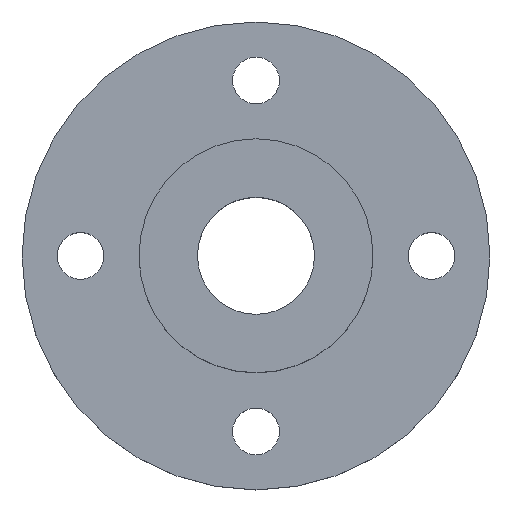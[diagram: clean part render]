
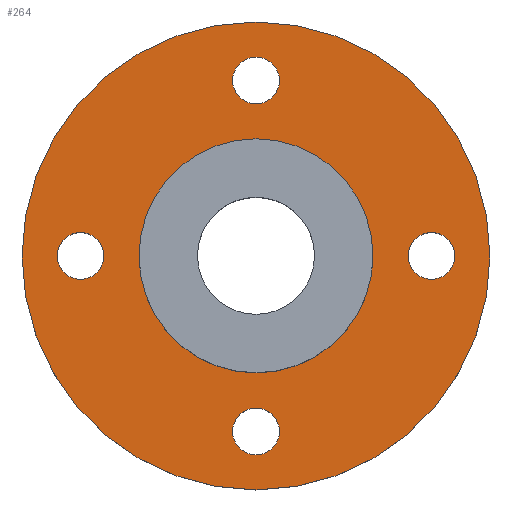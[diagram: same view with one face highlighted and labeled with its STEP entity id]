
A CAD part, top view. The second image highlights one B-rep face of the part: STEP entity #264.
In plain terms, the highlighted planar face has unit normal (0, 0, 1).
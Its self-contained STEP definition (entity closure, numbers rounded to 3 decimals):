
#24 = VERTEX_POINT('',#25);
#25 = CARTESIAN_POINT('',(50.,0.,10.));
#32 = CYLINDRICAL_SURFACE('',#33,50.);
#33 = AXIS2_PLACEMENT_3D('',#34,#35,#36);
#34 = CARTESIAN_POINT('',(0.,0.,0.));
#35 = DIRECTION('',(-0.,-0.,-1.));
#36 = DIRECTION('',(1.,0.,0.));
#51 = EDGE_CURVE('',#24,#24,#52,.T.);
#52 = SURFACE_CURVE('',#53,(#58,#65),.PCURVE_S1.);
#53 = CIRCLE('',#54,50.);
#54 = AXIS2_PLACEMENT_3D('',#55,#56,#57);
#55 = CARTESIAN_POINT('',(0.,0.,10.));
#56 = DIRECTION('',(0.,0.,1.));
#57 = DIRECTION('',(1.,0.,0.));
#58 = PCURVE('',#32,#59);
#59 = DEFINITIONAL_REPRESENTATION('',(#60),#64);
#60 = LINE('',#61,#62);
#61 = CARTESIAN_POINT('',(-0.,-10.));
#62 = VECTOR('',#63,1.);
#63 = DIRECTION('',(-1.,0.));
#64 = ( GEOMETRIC_REPRESENTATION_CONTEXT(2) 
PARAMETRIC_REPRESENTATION_CONTEXT() REPRESENTATION_CONTEXT('2D SPACE',''
  ) );
#65 = PCURVE('',#66,#71);
#66 = PLANE('',#67);
#67 = AXIS2_PLACEMENT_3D('',#68,#69,#70);
#68 = CARTESIAN_POINT('',(0.,0.,10.));
#69 = DIRECTION('',(0.,0.,1.));
#70 = DIRECTION('',(1.,0.,-0.));
#71 = DEFINITIONAL_REPRESENTATION('',(#72),#76);
#72 = CIRCLE('',#73,50.);
#73 = AXIS2_PLACEMENT_2D('',#74,#75);
#74 = CARTESIAN_POINT('',(0.,0.));
#75 = DIRECTION('',(1.,0.));
#76 = ( GEOMETRIC_REPRESENTATION_CONTEXT(2) 
PARAMETRIC_REPRESENTATION_CONTEXT() REPRESENTATION_CONTEXT('2D SPACE',''
  ) );
#129 = CYLINDRICAL_SURFACE('',#130,5.);
#130 = AXIS2_PLACEMENT_3D('',#131,#132,#133);
#131 = CARTESIAN_POINT('',(0.,-37.5,100.));
#132 = DIRECTION('',(0.,-0.,1.));
#133 = DIRECTION('',(0.,-1.,-0.));
#160 = CYLINDRICAL_SURFACE('',#161,5.);
#161 = AXIS2_PLACEMENT_3D('',#162,#163,#164);
#162 = CARTESIAN_POINT('',(-37.5,0.,100.));
#163 = DIRECTION('',(-0.,0.,1.));
#164 = DIRECTION('',(-1.,0.,0.));
#222 = CYLINDRICAL_SURFACE('',#223,5.);
#223 = AXIS2_PLACEMENT_3D('',#224,#225,#226);
#224 = CARTESIAN_POINT('',(37.5,0.,100.));
#225 = DIRECTION('',(0.,-0.,1.));
#226 = DIRECTION('',(1.,0.,0.));
#253 = CYLINDRICAL_SURFACE('',#254,5.);
#254 = AXIS2_PLACEMENT_3D('',#255,#256,#257);
#255 = CARTESIAN_POINT('',(0.,37.5,100.));
#256 = DIRECTION('',(0.,0.,1.));
#257 = DIRECTION('',(0.,1.,0.));
#264 = ADVANCED_FACE('',(#265,#268,#298,#328,#359,#389),#66,.T.);
#265 = FACE_BOUND('',#266,.T.);
#266 = EDGE_LOOP('',(#267));
#267 = ORIENTED_EDGE('',*,*,#51,.T.);
#268 = FACE_BOUND('',#269,.T.);
#269 = EDGE_LOOP('',(#270));
#270 = ORIENTED_EDGE('',*,*,#271,.T.);
#271 = EDGE_CURVE('',#272,#272,#274,.T.);
#272 = VERTEX_POINT('',#273);
#273 = CARTESIAN_POINT('',(0.,-42.5,10.));
#274 = SURFACE_CURVE('',#275,(#280,#291),.PCURVE_S1.);
#275 = CIRCLE('',#276,5.);
#276 = AXIS2_PLACEMENT_3D('',#277,#278,#279);
#277 = CARTESIAN_POINT('',(0.,-37.5,10.));
#278 = DIRECTION('',(0.,0.,-1.));
#279 = DIRECTION('',(0.,-1.,0.));
#280 = PCURVE('',#66,#281);
#281 = DEFINITIONAL_REPRESENTATION('',(#282),#290);
#282 = ( BOUNDED_CURVE() B_SPLINE_CURVE(2,(#283,#284,#285,#286,#287,#288
,#289),.UNSPECIFIED.,.T.,.F.) B_SPLINE_CURVE_WITH_KNOTS((1,2,2,2,2,1),(
    -2.094,0.,2.094,4.189,6.283,
8.378),.UNSPECIFIED.) CURVE() GEOMETRIC_REPRESENTATION_ITEM() 
RATIONAL_B_SPLINE_CURVE((1.,0.5,1.,0.5,1.,0.5,1.)) REPRESENTATION_ITEM(
  '') );
#283 = CARTESIAN_POINT('',(0.,-42.5));
#284 = CARTESIAN_POINT('',(-8.66,-42.5));
#285 = CARTESIAN_POINT('',(-4.33,-35.));
#286 = CARTESIAN_POINT('',(0.,-27.5));
#287 = CARTESIAN_POINT('',(4.33,-35.));
#288 = CARTESIAN_POINT('',(8.66,-42.5));
#289 = CARTESIAN_POINT('',(0.,-42.5));
#290 = ( GEOMETRIC_REPRESENTATION_CONTEXT(2) 
PARAMETRIC_REPRESENTATION_CONTEXT() REPRESENTATION_CONTEXT('2D SPACE',''
  ) );
#291 = PCURVE('',#129,#292);
#292 = DEFINITIONAL_REPRESENTATION('',(#293),#297);
#293 = LINE('',#294,#295);
#294 = CARTESIAN_POINT('',(-0.,-90.));
#295 = VECTOR('',#296,1.);
#296 = DIRECTION('',(-1.,-0.));
#297 = ( GEOMETRIC_REPRESENTATION_CONTEXT(2) 
PARAMETRIC_REPRESENTATION_CONTEXT() REPRESENTATION_CONTEXT('2D SPACE',''
  ) );
#298 = FACE_BOUND('',#299,.T.);
#299 = EDGE_LOOP('',(#300));
#300 = ORIENTED_EDGE('',*,*,#301,.T.);
#301 = EDGE_CURVE('',#302,#302,#304,.T.);
#302 = VERTEX_POINT('',#303);
#303 = CARTESIAN_POINT('',(-42.5,0.,10.));
#304 = SURFACE_CURVE('',#305,(#310,#321),.PCURVE_S1.);
#305 = CIRCLE('',#306,5.);
#306 = AXIS2_PLACEMENT_3D('',#307,#308,#309);
#307 = CARTESIAN_POINT('',(-37.5,0.,10.));
#308 = DIRECTION('',(0.,0.,-1.));
#309 = DIRECTION('',(-1.,0.,-0.));
#310 = PCURVE('',#66,#311);
#311 = DEFINITIONAL_REPRESENTATION('',(#312),#320);
#312 = ( BOUNDED_CURVE() B_SPLINE_CURVE(2,(#313,#314,#315,#316,#317,#318
,#319),.UNSPECIFIED.,.T.,.F.) B_SPLINE_CURVE_WITH_KNOTS((1,2,2,2,2,1),(
    -2.094,0.,2.094,4.189,6.283,
8.378),.UNSPECIFIED.) CURVE() GEOMETRIC_REPRESENTATION_ITEM() 
RATIONAL_B_SPLINE_CURVE((1.,0.5,1.,0.5,1.,0.5,1.)) REPRESENTATION_ITEM(
  '') );
#313 = CARTESIAN_POINT('',(-42.5,0.));
#314 = CARTESIAN_POINT('',(-42.5,8.66));
#315 = CARTESIAN_POINT('',(-35.,4.33));
#316 = CARTESIAN_POINT('',(-27.5,0.));
#317 = CARTESIAN_POINT('',(-35.,-4.33));
#318 = CARTESIAN_POINT('',(-42.5,-8.66));
#319 = CARTESIAN_POINT('',(-42.5,0.));
#320 = ( GEOMETRIC_REPRESENTATION_CONTEXT(2) 
PARAMETRIC_REPRESENTATION_CONTEXT() REPRESENTATION_CONTEXT('2D SPACE',''
  ) );
#321 = PCURVE('',#160,#322);
#322 = DEFINITIONAL_REPRESENTATION('',(#323),#327);
#323 = LINE('',#324,#325);
#324 = CARTESIAN_POINT('',(-0.,-90.));
#325 = VECTOR('',#326,1.);
#326 = DIRECTION('',(-1.,-0.));
#327 = ( GEOMETRIC_REPRESENTATION_CONTEXT(2) 
PARAMETRIC_REPRESENTATION_CONTEXT() REPRESENTATION_CONTEXT('2D SPACE',''
  ) );
#328 = FACE_BOUND('',#329,.T.);
#329 = EDGE_LOOP('',(#330));
#330 = ORIENTED_EDGE('',*,*,#331,.F.);
#331 = EDGE_CURVE('',#332,#332,#334,.T.);
#332 = VERTEX_POINT('',#333);
#333 = CARTESIAN_POINT('',(25.,0.,10.));
#334 = SURFACE_CURVE('',#335,(#340,#347),.PCURVE_S1.);
#335 = CIRCLE('',#336,25.);
#336 = AXIS2_PLACEMENT_3D('',#337,#338,#339);
#337 = CARTESIAN_POINT('',(0.,0.,10.));
#338 = DIRECTION('',(0.,0.,1.));
#339 = DIRECTION('',(1.,0.,0.));
#340 = PCURVE('',#66,#341);
#341 = DEFINITIONAL_REPRESENTATION('',(#342),#346);
#342 = CIRCLE('',#343,25.);
#343 = AXIS2_PLACEMENT_2D('',#344,#345);
#344 = CARTESIAN_POINT('',(0.,0.));
#345 = DIRECTION('',(1.,0.));
#346 = ( GEOMETRIC_REPRESENTATION_CONTEXT(2) 
PARAMETRIC_REPRESENTATION_CONTEXT() REPRESENTATION_CONTEXT('2D SPACE',''
  ) );
#347 = PCURVE('',#348,#353);
#348 = CYLINDRICAL_SURFACE('',#349,25.);
#349 = AXIS2_PLACEMENT_3D('',#350,#351,#352);
#350 = CARTESIAN_POINT('',(0.,0.,10.));
#351 = DIRECTION('',(-0.,-0.,-1.));
#352 = DIRECTION('',(1.,0.,0.));
#353 = DEFINITIONAL_REPRESENTATION('',(#354),#358);
#354 = LINE('',#355,#356);
#355 = CARTESIAN_POINT('',(-0.,0.));
#356 = VECTOR('',#357,1.);
#357 = DIRECTION('',(-1.,0.));
#358 = ( GEOMETRIC_REPRESENTATION_CONTEXT(2) 
PARAMETRIC_REPRESENTATION_CONTEXT() REPRESENTATION_CONTEXT('2D SPACE',''
  ) );
#359 = FACE_BOUND('',#360,.T.);
#360 = EDGE_LOOP('',(#361));
#361 = ORIENTED_EDGE('',*,*,#362,.T.);
#362 = EDGE_CURVE('',#363,#363,#365,.T.);
#363 = VERTEX_POINT('',#364);
#364 = CARTESIAN_POINT('',(42.5,0.,10.));
#365 = SURFACE_CURVE('',#366,(#371,#382),.PCURVE_S1.);
#366 = CIRCLE('',#367,5.);
#367 = AXIS2_PLACEMENT_3D('',#368,#369,#370);
#368 = CARTESIAN_POINT('',(37.5,0.,10.));
#369 = DIRECTION('',(0.,0.,-1.));
#370 = DIRECTION('',(1.,0.,0.));
#371 = PCURVE('',#66,#372);
#372 = DEFINITIONAL_REPRESENTATION('',(#373),#381);
#373 = ( BOUNDED_CURVE() B_SPLINE_CURVE(2,(#374,#375,#376,#377,#378,#379
,#380),.UNSPECIFIED.,.T.,.F.) B_SPLINE_CURVE_WITH_KNOTS((1,2,2,2,2,1),(
    -2.094,0.,2.094,4.189,6.283,
8.378),.UNSPECIFIED.) CURVE() GEOMETRIC_REPRESENTATION_ITEM() 
RATIONAL_B_SPLINE_CURVE((1.,0.5,1.,0.5,1.,0.5,1.)) REPRESENTATION_ITEM(
  '') );
#374 = CARTESIAN_POINT('',(42.5,0.));
#375 = CARTESIAN_POINT('',(42.5,-8.66));
#376 = CARTESIAN_POINT('',(35.,-4.33));
#377 = CARTESIAN_POINT('',(27.5,0.));
#378 = CARTESIAN_POINT('',(35.,4.33));
#379 = CARTESIAN_POINT('',(42.5,8.66));
#380 = CARTESIAN_POINT('',(42.5,0.));
#381 = ( GEOMETRIC_REPRESENTATION_CONTEXT(2) 
PARAMETRIC_REPRESENTATION_CONTEXT() REPRESENTATION_CONTEXT('2D SPACE',''
  ) );
#382 = PCURVE('',#222,#383);
#383 = DEFINITIONAL_REPRESENTATION('',(#384),#388);
#384 = LINE('',#385,#386);
#385 = CARTESIAN_POINT('',(-0.,-90.));
#386 = VECTOR('',#387,1.);
#387 = DIRECTION('',(-1.,-0.));
#388 = ( GEOMETRIC_REPRESENTATION_CONTEXT(2) 
PARAMETRIC_REPRESENTATION_CONTEXT() REPRESENTATION_CONTEXT('2D SPACE',''
  ) );
#389 = FACE_BOUND('',#390,.T.);
#390 = EDGE_LOOP('',(#391));
#391 = ORIENTED_EDGE('',*,*,#392,.T.);
#392 = EDGE_CURVE('',#393,#393,#395,.T.);
#393 = VERTEX_POINT('',#394);
#394 = CARTESIAN_POINT('',(0.,42.5,10.));
#395 = SURFACE_CURVE('',#396,(#401,#412),.PCURVE_S1.);
#396 = CIRCLE('',#397,5.);
#397 = AXIS2_PLACEMENT_3D('',#398,#399,#400);
#398 = CARTESIAN_POINT('',(0.,37.5,10.));
#399 = DIRECTION('',(0.,0.,-1.));
#400 = DIRECTION('',(0.,1.,-0.));
#401 = PCURVE('',#66,#402);
#402 = DEFINITIONAL_REPRESENTATION('',(#403),#411);
#403 = ( BOUNDED_CURVE() B_SPLINE_CURVE(2,(#404,#405,#406,#407,#408,#409
,#410),.UNSPECIFIED.,.T.,.F.) B_SPLINE_CURVE_WITH_KNOTS((1,2,2,2,2,1),(
    -2.094,0.,2.094,4.189,6.283,
8.378),.UNSPECIFIED.) CURVE() GEOMETRIC_REPRESENTATION_ITEM() 
RATIONAL_B_SPLINE_CURVE((1.,0.5,1.,0.5,1.,0.5,1.)) REPRESENTATION_ITEM(
  '') );
#404 = CARTESIAN_POINT('',(0.,42.5));
#405 = CARTESIAN_POINT('',(8.66,42.5));
#406 = CARTESIAN_POINT('',(4.33,35.));
#407 = CARTESIAN_POINT('',(0.,27.5));
#408 = CARTESIAN_POINT('',(-4.33,35.));
#409 = CARTESIAN_POINT('',(-8.66,42.5));
#410 = CARTESIAN_POINT('',(0.,42.5));
#411 = ( GEOMETRIC_REPRESENTATION_CONTEXT(2) 
PARAMETRIC_REPRESENTATION_CONTEXT() REPRESENTATION_CONTEXT('2D SPACE',''
  ) );
#412 = PCURVE('',#253,#413);
#413 = DEFINITIONAL_REPRESENTATION('',(#414),#418);
#414 = LINE('',#415,#416);
#415 = CARTESIAN_POINT('',(-0.,-90.));
#416 = VECTOR('',#417,1.);
#417 = DIRECTION('',(-1.,-0.));
#418 = ( GEOMETRIC_REPRESENTATION_CONTEXT(2) 
PARAMETRIC_REPRESENTATION_CONTEXT() REPRESENTATION_CONTEXT('2D SPACE',''
  ) );
